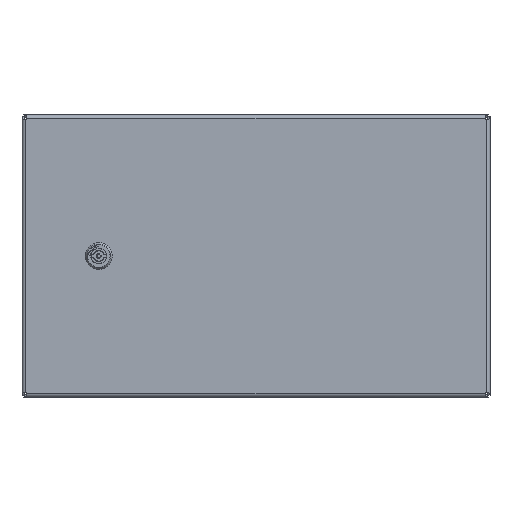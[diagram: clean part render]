
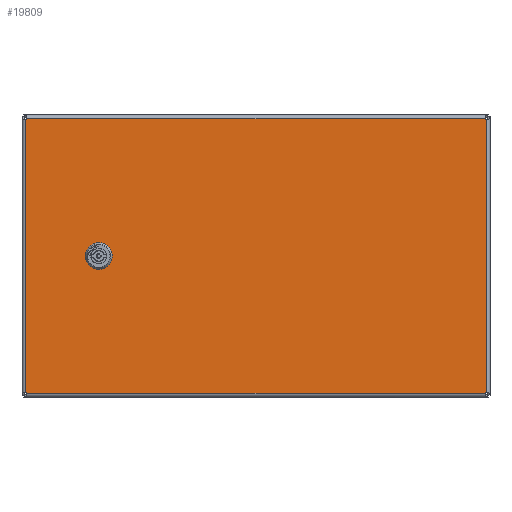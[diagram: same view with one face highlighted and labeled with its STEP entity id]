
A CAD part, top view. The second image highlights one B-rep face of the part: STEP entity #19809.
In plain terms, the highlighted planar face has unit normal (0, 0, 1).
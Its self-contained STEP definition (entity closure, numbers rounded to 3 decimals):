
#627 = DIRECTION ( 'NONE',  ( -1., 0., 0. ) ) ;
#642 = CARTESIAN_POINT ( 'NONE',  ( -240.5, -142.658, 0. ) ) ;
#803 = EDGE_CURVE ( 'NONE', #4789, #44571, #19172, .T. ) ;
#1473 = VECTOR ( 'NONE', #7624, 1000. ) ;
#1600 = CARTESIAN_POINT ( 'NONE',  ( -241.429, -144.429, 0. ) ) ;
#2404 = DIRECTION ( 'NONE',  ( -1., 0., 0. ) ) ;
#3011 = ORIENTED_EDGE ( 'NONE', *, *, #21390, .T. ) ;
#3299 = ORIENTED_EDGE ( 'NONE', *, *, #5242, .F. ) ;
#3869 = EDGE_CURVE ( 'NONE', #20056, #6785, #23028, .T. ) ;
#4789 = VERTEX_POINT ( 'NONE', #7011 ) ;
#5242 = EDGE_CURVE ( 'NONE', #7745, #11434, #9586, .T. ) ;
#5511 = DIRECTION ( 'NONE',  ( 0., -1., 0. ) ) ;
#5919 = AXIS2_PLACEMENT_3D ( 'NONE', #1600, #33892, #32506 ) ;
#6363 = CARTESIAN_POINT ( 'NONE',  ( 240.5, -145.429, 0. ) ) ;
#6785 = VERTEX_POINT ( 'NONE', #13616 ) ;
#7011 = CARTESIAN_POINT ( 'NONE',  ( -240.5, 142.658, 0. ) ) ;
#7624 = DIRECTION ( 'NONE',  ( 1., 0., 0. ) ) ;
#7745 = VERTEX_POINT ( 'NONE', #16006 ) ;
#9343 = ORIENTED_EDGE ( 'NONE', *, *, #16108, .F. ) ;
#9586 = CIRCLE ( 'NONE', #55543, 11.25 ) ;
#9747 = ORIENTED_EDGE ( 'NONE', *, *, #44486, .F. ) ;
#10177 = ORIENTED_EDGE ( 'NONE', *, *, #803, .F. ) ;
#10380 = DIRECTION ( 'NONE',  ( 1., 0., 0. ) ) ;
#10821 = CARTESIAN_POINT ( 'NONE',  ( 241.429, 144.429, 0. ) ) ;
#11320 = AXIS2_PLACEMENT_3D ( 'NONE', #26499, #25794, #58797 ) ;
#11434 = VERTEX_POINT ( 'NONE', #56165 ) ;
#11533 = EDGE_CURVE ( 'NONE', #57586, #19557, #38151, .T. ) ;
#12937 = LINE ( 'NONE', #28391, #34969 ) ;
#13616 = CARTESIAN_POINT ( 'NONE',  ( -174.55, 4.637, 0. ) ) ;
#14583 = ORIENTED_EDGE ( 'NONE', *, *, #46156, .F. ) ;
#15399 = CARTESIAN_POINT ( 'NONE',  ( -154.05, -4.637, 0. ) ) ;
#15604 = ORIENTED_EDGE ( 'NONE', *, *, #17996, .F. ) ;
#15687 = EDGE_LOOP ( 'NONE', ( #52065, #48904, #36276, #9747, #3299, #15604, #39942, #14583 ) ) ;
#16006 = CARTESIAN_POINT ( 'NONE',  ( -174.55, -4.637, 0. ) ) ;
#16082 = DIRECTION ( 'NONE',  ( 1., 0., 0. ) ) ;
#16108 = EDGE_CURVE ( 'NONE', #19280, #55940, #24973, .T. ) ;
#17437 = CARTESIAN_POINT ( 'NONE',  ( 0., 0., 0. ) ) ;
#17660 = VERTEX_POINT ( 'NONE', #30769 ) ;
#17996 = EDGE_CURVE ( 'NONE', #6785, #7745, #53588, .T. ) ;
#18117 = CIRCLE ( 'NONE', #46120, 11.25 ) ;
#18173 = ORIENTED_EDGE ( 'NONE', *, *, #59484, .T. ) ;
#18425 = DIRECTION ( 'NONE',  ( 0., 0., 1. ) ) ;
#18788 = DIRECTION ( 'NONE',  ( 1., 0., 0. ) ) ;
#19172 = CIRCLE ( 'NONE', #11320, 2. ) ;
#19280 = VERTEX_POINT ( 'NONE', #54691 ) ;
#19557 = VERTEX_POINT ( 'NONE', #55894 ) ;
#19809 = ADVANCED_FACE ( 'NONE', ( #60907, #50040 ), #61244, .T. ) ;
#20056 = VERTEX_POINT ( 'NONE', #28636 ) ;
#20071 = CARTESIAN_POINT ( 'NONE',  ( -154.05, 4.637, 0. ) ) ;
#20156 = DIRECTION ( 'NONE',  ( -1., 0., 0. ) ) ;
#20613 = CARTESIAN_POINT ( 'NONE',  ( -174.55, 4.637, 0. ) ) ;
#21390 = EDGE_CURVE ( 'NONE', #17660, #44571, #58057, .T. ) ;
#23028 = CIRCLE ( 'NONE', #44343, 11.25 ) ;
#23162 = CARTESIAN_POINT ( 'NONE',  ( -159.663, -10.25, 0. ) ) ;
#24297 = LINE ( 'NONE', #20071, #45116 ) ;
#24568 = DIRECTION ( 'NONE',  ( 0., 0., 1. ) ) ;
#24973 = CIRCLE ( 'NONE', #5919, 2. ) ;
#25764 = CARTESIAN_POINT ( 'NONE',  ( 242.429, 143.5, 0. ) ) ;
#25794 = DIRECTION ( 'NONE',  ( 0., 0., 1. ) ) ;
#26499 = CARTESIAN_POINT ( 'NONE',  ( -241.429, 144.429, 0. ) ) ;
#26739 = CARTESIAN_POINT ( 'NONE',  ( -164.3, 0., 0. ) ) ;
#26873 = VERTEX_POINT ( 'NONE', #23162 ) ;
#28391 = CARTESIAN_POINT ( 'NONE',  ( -159.663, 10.25, 0. ) ) ;
#28636 = CARTESIAN_POINT ( 'NONE',  ( -168.937, 10.25, 0. ) ) ;
#29083 = CARTESIAN_POINT ( 'NONE',  ( 240.5, 142.658, 0. ) ) ;
#29554 = VECTOR ( 'NONE', #35405, 1000. ) ;
#30510 = CARTESIAN_POINT ( 'NONE',  ( 241.429, -144.429, 0. ) ) ;
#30769 = CARTESIAN_POINT ( 'NONE',  ( 239.658, 143.5, 0. ) ) ;
#32506 = DIRECTION ( 'NONE',  ( -1., 0., 0. ) ) ;
#33032 = LINE ( 'NONE', #6363, #64087 ) ;
#33055 = CARTESIAN_POINT ( 'NONE',  ( -159.663, 10.25, 0. ) ) ;
#33892 = DIRECTION ( 'NONE',  ( 0., 0., 1. ) ) ;
#34067 = VECTOR ( 'NONE', #5511, 1000. ) ;
#34969 = VECTOR ( 'NONE', #2404, 1000. ) ;
#35084 = AXIS2_PLACEMENT_3D ( 'NONE', #58455, #63358, #10380 ) ;
#35322 = VECTOR ( 'NONE', #20156, 1000. ) ;
#35405 = DIRECTION ( 'NONE',  ( 0., -1., 0. ) ) ;
#36276 = ORIENTED_EDGE ( 'NONE', *, *, #58846, .F. ) ;
#36436 = DIRECTION ( 'NONE',  ( 0., 0., 1. ) ) ;
#36809 = LINE ( 'NONE', #58210, #29554 ) ;
#37163 = AXIS2_PLACEMENT_3D ( 'NONE', #10821, #53624, #627 ) ;
#38151 = CIRCLE ( 'NONE', #67207, 2. ) ;
#39942 = ORIENTED_EDGE ( 'NONE', *, *, #3869, .F. ) ;
#41431 = CARTESIAN_POINT ( 'NONE',  ( -159.663, -10.25, 0. ) ) ;
#42634 = EDGE_CURVE ( 'NONE', #56552, #42684, #24297, .T. ) ;
#42684 = VERTEX_POINT ( 'NONE', #61837 ) ;
#43305 = ORIENTED_EDGE ( 'NONE', *, *, #54803, .F. ) ;
#44343 = AXIS2_PLACEMENT_3D ( 'NONE', #63092, #36436, #16082 ) ;
#44486 = EDGE_CURVE ( 'NONE', #11434, #26873, #46694, .T. ) ;
#44571 = VERTEX_POINT ( 'NONE', #57923 ) ;
#44975 = CIRCLE ( 'NONE', #37163, 2. ) ;
#45116 = VECTOR ( 'NONE', #67432, 1000. ) ;
#45482 = EDGE_CURVE ( 'NONE', #57586, #46735, #33032, .T. ) ;
#46120 = AXIS2_PLACEMENT_3D ( 'NONE', #26739, #58329, #53056 ) ;
#46156 = EDGE_CURVE ( 'NONE', #57012, #20056, #12937, .T. ) ;
#46694 = LINE ( 'NONE', #41431, #61911 ) ;
#46735 = VERTEX_POINT ( 'NONE', #29083 ) ;
#47611 = AXIS2_PLACEMENT_3D ( 'NONE', #17437, #66170, #18788 ) ;
#48904 = ORIENTED_EDGE ( 'NONE', *, *, #42634, .F. ) ;
#50040 = FACE_OUTER_BOUND ( 'NONE', #67024, .T. ) ;
#50521 = EDGE_CURVE ( 'NONE', #42684, #57012, #18117, .T. ) ;
#52065 = ORIENTED_EDGE ( 'NONE', *, *, #50521, .F. ) ;
#53056 = DIRECTION ( 'NONE',  ( 1., 0., 0. ) ) ;
#53478 = ORIENTED_EDGE ( 'NONE', *, *, #45482, .T. ) ;
#53588 = LINE ( 'NONE', #20613, #34067 ) ;
#53624 = DIRECTION ( 'NONE',  ( 0., 0., 1. ) ) ;
#54691 = CARTESIAN_POINT ( 'NONE',  ( -239.658, -143.5, 0. ) ) ;
#54803 = EDGE_CURVE ( 'NONE', #17660, #46735, #44975, .T. ) ;
#55543 = AXIS2_PLACEMENT_3D ( 'NONE', #66820, #18425, #62591 ) ;
#55894 = CARTESIAN_POINT ( 'NONE',  ( 239.658, -143.5, 0. ) ) ;
#55940 = VERTEX_POINT ( 'NONE', #642 ) ;
#56165 = CARTESIAN_POINT ( 'NONE',  ( -168.937, -10.25, 0. ) ) ;
#56552 = VERTEX_POINT ( 'NONE', #15399 ) ;
#56853 = DIRECTION ( 'NONE',  ( 1., 0., 0. ) ) ;
#57012 = VERTEX_POINT ( 'NONE', #33055 ) ;
#57586 = VERTEX_POINT ( 'NONE', #59999 ) ;
#57923 = CARTESIAN_POINT ( 'NONE',  ( -239.658, 143.5, 0. ) ) ;
#58057 = LINE ( 'NONE', #25764, #35322 ) ;
#58210 = CARTESIAN_POINT ( 'NONE',  ( -240.5, 145.429, 0. ) ) ;
#58329 = DIRECTION ( 'NONE',  ( 0., 0., 1. ) ) ;
#58455 = CARTESIAN_POINT ( 'NONE',  ( -164.3, 0., 0. ) ) ;
#58797 = DIRECTION ( 'NONE',  ( 1., 0., 0. ) ) ;
#58846 = EDGE_CURVE ( 'NONE', #26873, #56552, #60888, .T. ) ;
#59484 = EDGE_CURVE ( 'NONE', #19280, #19557, #67570, .T. ) ;
#59838 = ORIENTED_EDGE ( 'NONE', *, *, #11533, .F. ) ;
#59999 = CARTESIAN_POINT ( 'NONE',  ( 240.5, -142.658, 0. ) ) ;
#60888 = CIRCLE ( 'NONE', #35084, 11.25 ) ;
#60907 = FACE_BOUND ( 'NONE', #15687, .T. ) ;
#61030 = EDGE_CURVE ( 'NONE', #4789, #55940, #36809, .T. ) ;
#61244 = PLANE ( 'NONE',  #47611 ) ;
#61635 = CARTESIAN_POINT ( 'NONE',  ( -242.429, -143.5, 0. ) ) ;
#61837 = CARTESIAN_POINT ( 'NONE',  ( -154.05, 4.637, 0. ) ) ;
#61911 = VECTOR ( 'NONE', #62823, 1000. ) ;
#62591 = DIRECTION ( 'NONE',  ( 1., 0., 0. ) ) ;
#62823 = DIRECTION ( 'NONE',  ( 1., 0., 0. ) ) ;
#63013 = ORIENTED_EDGE ( 'NONE', *, *, #61030, .T. ) ;
#63092 = CARTESIAN_POINT ( 'NONE',  ( -164.3, 0., 0. ) ) ;
#63358 = DIRECTION ( 'NONE',  ( 0., 0., 1. ) ) ;
#64087 = VECTOR ( 'NONE', #65313, 1000. ) ;
#65313 = DIRECTION ( 'NONE',  ( 0., 1., 0. ) ) ;
#66170 = DIRECTION ( 'NONE',  ( 0., 0., 1. ) ) ;
#66820 = CARTESIAN_POINT ( 'NONE',  ( -164.3, 0., 0. ) ) ;
#67024 = EDGE_LOOP ( 'NONE', ( #9343, #18173, #59838, #53478, #43305, #3011, #10177, #63013 ) ) ;
#67207 = AXIS2_PLACEMENT_3D ( 'NONE', #30510, #24568, #56853 ) ;
#67432 = DIRECTION ( 'NONE',  ( 0., 1., 0. ) ) ;
#67570 = LINE ( 'NONE', #61635, #1473 ) ;
